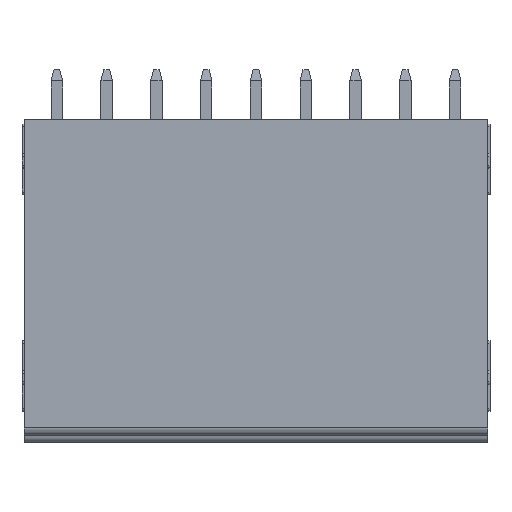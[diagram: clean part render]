
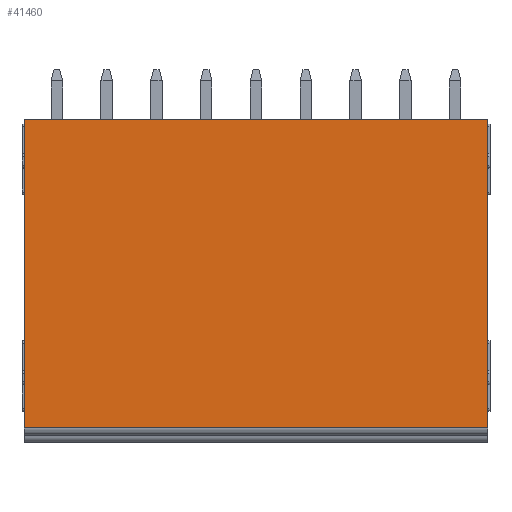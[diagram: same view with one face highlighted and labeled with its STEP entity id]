
A CAD part, top view. The second image highlights one B-rep face of the part: STEP entity #41460.
In plain terms, the highlighted planar face has unit normal (0, 0, 1).
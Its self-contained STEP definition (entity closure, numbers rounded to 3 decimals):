
#14921=DIRECTION('',(-1.,0.,0.));
#14922=VECTOR('',#14921,32.6);
#14923=CARTESIAN_POINT('',(-0.15,-10.3,9.2));
#14924=LINE('',#14923,#14922);
#14930=DIRECTION('',(0.,-1.,0.));
#14931=VECTOR('',#14930,21.7);
#14932=CARTESIAN_POINT('',(-32.75,11.4,9.2));
#14933=LINE('',#14932,#14931);
#14934=DIRECTION('',(-1.,0.,0.));
#14935=VECTOR('',#14934,32.6);
#14936=CARTESIAN_POINT('',(-0.15,11.4,9.2));
#14937=LINE('',#14936,#14935);
#14938=DIRECTION('',(0.,-1.,0.));
#14939=VECTOR('',#14938,21.7);
#14940=CARTESIAN_POINT('',(-0.15,11.4,9.2));
#14941=LINE('',#14940,#14939);
#20234=CARTESIAN_POINT('',(-0.15,11.4,9.2));
#20235=VERTEX_POINT('',#20234);
#20236=CARTESIAN_POINT('',(-0.15,-10.3,9.2));
#20237=VERTEX_POINT('',#20236);
#20816=CARTESIAN_POINT('',(-32.75,11.4,9.2));
#20817=VERTEX_POINT('',#20816);
#20818=CARTESIAN_POINT('',(-32.75,-10.3,9.2));
#20819=VERTEX_POINT('',#20818);
#41448=CARTESIAN_POINT('',(0.,11.4,9.2));
#41449=DIRECTION('',(0.,0.,1.));
#41450=DIRECTION('',(0.,-1.,0.));
#41451=AXIS2_PLACEMENT_3D('',#41448,#41449,#41450);
#41452=PLANE('',#41451);
#41453=ORIENTED_EDGE('',*,*,#30981,.F.);
#41455=ORIENTED_EDGE('',*,*,#41454,.F.);
#41456=ORIENTED_EDGE('',*,*,#41237,.T.);
#41457=ORIENTED_EDGE('',*,*,#41441,.T.);
#41458=EDGE_LOOP('',(#41453,#41455,#41456,#41457));
#41459=FACE_OUTER_BOUND('',#41458,.F.);
#41460=ADVANCED_FACE('',(#41459),#41452,.T.);
#30981=EDGE_CURVE('',#20817,#20819,#14933,.T.);
#41237=EDGE_CURVE('',#20235,#20237,#14941,.T.);
#41441=EDGE_CURVE('',#20237,#20819,#14924,.T.);
#41454=EDGE_CURVE('',#20235,#20817,#14937,.T.);
